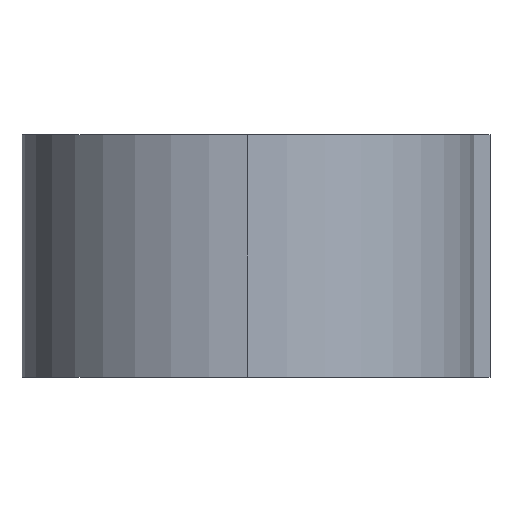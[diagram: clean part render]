
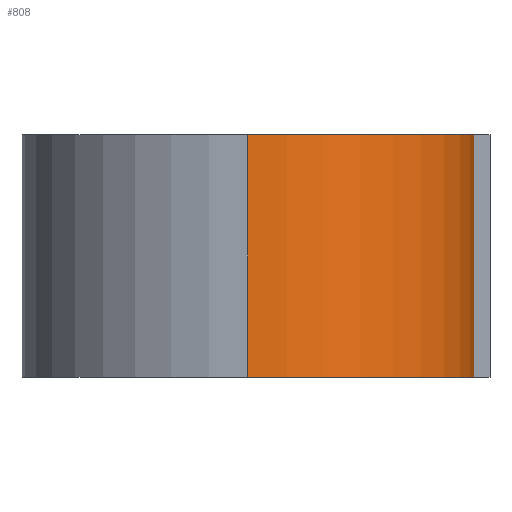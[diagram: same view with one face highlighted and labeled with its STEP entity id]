
A CAD part, left-side view. The second image highlights one B-rep face of the part: STEP entity #808.
In plain terms, the highlighted cylindrical face has radius 14 mm (diameter 28 mm), a partial arc.
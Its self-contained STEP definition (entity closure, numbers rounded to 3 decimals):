
#13 = LINE ( 'NONE', #156, #167 ) ;
#48 = DIRECTION ( 'NONE',  ( 0., 0., -1. ) ) ;
#85 = VECTOR ( 'NONE', #669, 1000. ) ;
#113 = AXIS2_PLACEMENT_3D ( 'NONE', #184, #48, #452 ) ;
#133 = VERTEX_POINT ( 'NONE', #777 ) ;
#156 = CARTESIAN_POINT ( 'NONE',  ( -14., 13.5, 7.5 ) ) ;
#167 = VECTOR ( 'NONE', #210, 1000. ) ;
#184 = CARTESIAN_POINT ( 'NONE',  ( 0., 13.5, 7.5 ) ) ;
#192 = LINE ( 'NONE', #599, #85 ) ;
#200 = CARTESIAN_POINT ( 'NONE',  ( 0., -0.5, -7.5 ) ) ;
#210 = DIRECTION ( 'NONE',  ( 0., 0., -1. ) ) ;
#240 = CARTESIAN_POINT ( 'NONE',  ( 0., 13.5, -7.5 ) ) ;
#300 = VERTEX_POINT ( 'NONE', #862 ) ;
#315 = EDGE_CURVE ( 'NONE', #396, #721, #192, .T. ) ;
#324 = CARTESIAN_POINT ( 'NONE',  ( 0., -0.5, 7.5 ) ) ;
#332 = CIRCLE ( 'NONE', #820, 14. ) ;
#373 = DIRECTION ( 'NONE',  ( 0., 0., 1. ) ) ;
#396 = VERTEX_POINT ( 'NONE', #324 ) ;
#430 = DIRECTION ( 'NONE',  ( -1., 0., 0. ) ) ;
#440 = DIRECTION ( 'NONE',  ( 0., 0., 1. ) ) ;
#446 = CIRCLE ( 'NONE', #742, 14. ) ;
#449 = EDGE_CURVE ( 'NONE', #300, #133, #13, .T. ) ;
#452 = DIRECTION ( 'NONE',  ( -1., 0., 0. ) ) ;
#460 = ORIENTED_EDGE ( 'NONE', *, *, #568, .T. ) ;
#517 = ORIENTED_EDGE ( 'NONE', *, *, #449, .T. ) ;
#564 = DIRECTION ( 'NONE',  ( -1., 0., 0. ) ) ;
#568 = EDGE_CURVE ( 'NONE', #133, #721, #446, .T. ) ;
#587 = ORIENTED_EDGE ( 'NONE', *, *, #607, .F. ) ;
#599 = CARTESIAN_POINT ( 'NONE',  ( 0., -0.5, 7.5 ) ) ;
#607 = EDGE_CURVE ( 'NONE', #300, #396, #332, .T. ) ;
#631 = ORIENTED_EDGE ( 'NONE', *, *, #315, .F. ) ;
#646 = CYLINDRICAL_SURFACE ( 'NONE', #113, 14. ) ;
#669 = DIRECTION ( 'NONE',  ( 0., 0., -1. ) ) ;
#715 = FACE_OUTER_BOUND ( 'NONE', #784, .T. ) ;
#721 = VERTEX_POINT ( 'NONE', #200 ) ;
#742 = AXIS2_PLACEMENT_3D ( 'NONE', #240, #373, #430 ) ;
#773 = CARTESIAN_POINT ( 'NONE',  ( 0., 13.5, 7.5 ) ) ;
#777 = CARTESIAN_POINT ( 'NONE',  ( -14., 13.5, -7.5 ) ) ;
#784 = EDGE_LOOP ( 'NONE', ( #587, #517, #460, #631 ) ) ;
#808 = ADVANCED_FACE ( 'NONE', ( #715 ), #646, .T. ) ;
#820 = AXIS2_PLACEMENT_3D ( 'NONE', #773, #440, #564 ) ;
#862 = CARTESIAN_POINT ( 'NONE',  ( -14., 13.5, 7.5 ) ) ;
